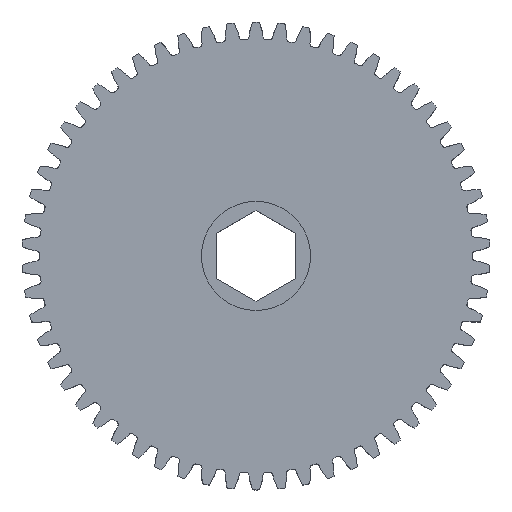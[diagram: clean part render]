
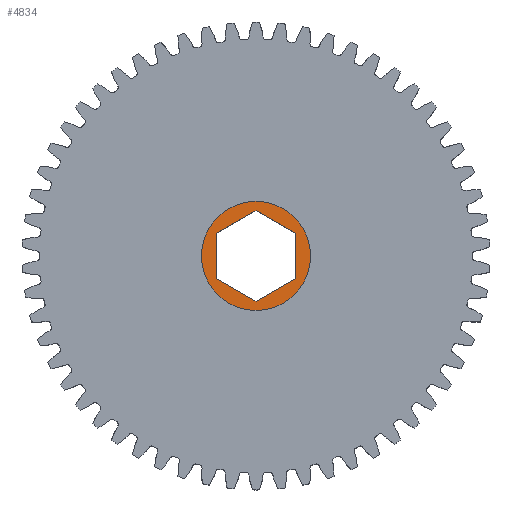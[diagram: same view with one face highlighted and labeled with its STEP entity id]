
A CAD part, top view. The second image highlights one B-rep face of the part: STEP entity #4834.
In plain terms, the highlighted planar face has unit normal (0, 0, 1).
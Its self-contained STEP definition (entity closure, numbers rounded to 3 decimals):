
#994 = EDGE_LOOP ( 'NONE', ( #15521, #16565 ) ) ;
#1017 = LINE ( 'NONE', #12581, #4781 ) ;
#1495 = DIRECTION ( 'NONE',  ( 0., 1., 0. ) ) ;
#1519 = EDGE_CURVE ( 'NONE', #15125, #14758, #1907, .T. ) ;
#1832 = CARTESIAN_POINT ( 'NONE',  ( 6.388, -3.688, 6.3 ) ) ;
#1907 = LINE ( 'NONE', #8377, #17882 ) ;
#2450 = EDGE_CURVE ( 'NONE', #2960, #10143, #5217, .T. ) ;
#2476 = EDGE_CURVE ( 'NONE', #13635, #15125, #1017, .T. ) ;
#2556 = LINE ( 'NONE', #12558, #4538 ) ;
#2828 = ORIENTED_EDGE ( 'NONE', *, *, #12569, .T. ) ;
#2960 = VERTEX_POINT ( 'NONE', #4299 ) ;
#3100 = EDGE_CURVE ( 'NONE', #14758, #8497, #2556, .T. ) ;
#3122 = LINE ( 'NONE', #16572, #17323 ) ;
#3145 = CARTESIAN_POINT ( 'NONE',  ( 0., 8.89, 6.3 ) ) ;
#3304 = AXIS2_PLACEMENT_3D ( 'NONE', #12157, #3812, #5003 ) ;
#3812 = DIRECTION ( 'NONE',  ( 0., 0., -1. ) ) ;
#4207 = CARTESIAN_POINT ( 'NONE',  ( 0., 0., 6.3 ) ) ;
#4299 = CARTESIAN_POINT ( 'NONE',  ( 0., -8.89, 6.3 ) ) ;
#4432 = EDGE_CURVE ( 'NONE', #8497, #15378, #15614, .T. ) ;
#4538 = VECTOR ( 'NONE', #14469, 1000. ) ;
#4781 = VECTOR ( 'NONE', #9723, 1000. ) ;
#4834 = ADVANCED_FACE ( 'NONE', ( #16738, #13209 ), #10855, .F. ) ;
#5003 = DIRECTION ( 'NONE',  ( 0., 1., 0. ) ) ;
#5217 = CIRCLE ( 'NONE', #6040, 8.89 ) ;
#6040 = AXIS2_PLACEMENT_3D ( 'NONE', #9844, #14005, #9601 ) ;
#6106 = ORIENTED_EDGE ( 'NONE', *, *, #3100, .T. ) ;
#7060 = ORIENTED_EDGE ( 'NONE', *, *, #15283, .T. ) ;
#7369 = CARTESIAN_POINT ( 'NONE',  ( -6.388, -3.688, 6.3 ) ) ;
#8071 = ORIENTED_EDGE ( 'NONE', *, *, #1519, .T. ) ;
#8377 = CARTESIAN_POINT ( 'NONE',  ( 6.388, -3.688, 6.3 ) ) ;
#8497 = VERTEX_POINT ( 'NONE', #17971 ) ;
#8839 = EDGE_LOOP ( 'NONE', ( #16479, #7060, #2828, #11959, #8071, #6106 ) ) ;
#9424 = CARTESIAN_POINT ( 'NONE',  ( 6.388, 3.688, 6.3 ) ) ;
#9601 = DIRECTION ( 'NONE',  ( 0., 1., 0. ) ) ;
#9644 = VECTOR ( 'NONE', #17287, 1000. ) ;
#9723 = DIRECTION ( 'NONE',  ( 0., -1., 0. ) ) ;
#9768 = CARTESIAN_POINT ( 'NONE',  ( 0., -7.376, 6.3 ) ) ;
#9844 = CARTESIAN_POINT ( 'NONE',  ( 0., 0., 6.3 ) ) ;
#10143 = VERTEX_POINT ( 'NONE', #3145 ) ;
#10239 = CIRCLE ( 'NONE', #13445, 8.89 ) ;
#10855 = PLANE ( 'NONE',  #3304 ) ;
#11391 = LINE ( 'NONE', #12116, #12921 ) ;
#11959 = ORIENTED_EDGE ( 'NONE', *, *, #2476, .T. ) ;
#12116 = CARTESIAN_POINT ( 'NONE',  ( 0., 7.376, 6.3 ) ) ;
#12157 = CARTESIAN_POINT ( 'NONE',  ( 0., 0., 6.3 ) ) ;
#12558 = CARTESIAN_POINT ( 'NONE',  ( 0., -7.376, 6.3 ) ) ;
#12569 = EDGE_CURVE ( 'NONE', #15139, #13635, #11391, .T. ) ;
#12581 = CARTESIAN_POINT ( 'NONE',  ( 6.388, 3.688, 6.3 ) ) ;
#12921 = VECTOR ( 'NONE', #16300, 1000. ) ;
#13209 = FACE_OUTER_BOUND ( 'NONE', #994, .T. ) ;
#13445 = AXIS2_PLACEMENT_3D ( 'NONE', #4207, #16820, #1495 ) ;
#13635 = VERTEX_POINT ( 'NONE', #9424 ) ;
#14005 = DIRECTION ( 'NONE',  ( 0., 0., -1. ) ) ;
#14469 = DIRECTION ( 'NONE',  ( -0.866, 0.5, 0. ) ) ;
#14758 = VERTEX_POINT ( 'NONE', #9768 ) ;
#15125 = VERTEX_POINT ( 'NONE', #1832 ) ;
#15139 = VERTEX_POINT ( 'NONE', #16082 ) ;
#15283 = EDGE_CURVE ( 'NONE', #15378, #15139, #3122, .T. ) ;
#15378 = VERTEX_POINT ( 'NONE', #16267 ) ;
#15521 = ORIENTED_EDGE ( 'NONE', *, *, #16556, .F. ) ;
#15614 = LINE ( 'NONE', #7369, #9644 ) ;
#16082 = CARTESIAN_POINT ( 'NONE',  ( 0., 7.376, 6.3 ) ) ;
#16267 = CARTESIAN_POINT ( 'NONE',  ( -6.388, 3.688, 6.3 ) ) ;
#16300 = DIRECTION ( 'NONE',  ( 0.866, -0.5, 0. ) ) ;
#16479 = ORIENTED_EDGE ( 'NONE', *, *, #4432, .T. ) ;
#16509 = DIRECTION ( 'NONE',  ( 0.866, 0.5, 0. ) ) ;
#16556 = EDGE_CURVE ( 'NONE', #10143, #2960, #10239, .T. ) ;
#16565 = ORIENTED_EDGE ( 'NONE', *, *, #2450, .F. ) ;
#16572 = CARTESIAN_POINT ( 'NONE',  ( -6.388, 3.688, 6.3 ) ) ;
#16738 = FACE_BOUND ( 'NONE', #8839, .T. ) ;
#16820 = DIRECTION ( 'NONE',  ( 0., 0., -1. ) ) ;
#17287 = DIRECTION ( 'NONE',  ( 0., 1., 0. ) ) ;
#17323 = VECTOR ( 'NONE', #16509, 1000. ) ;
#17882 = VECTOR ( 'NONE', #18295, 1000. ) ;
#17971 = CARTESIAN_POINT ( 'NONE',  ( -6.388, -3.688, 6.3 ) ) ;
#18295 = DIRECTION ( 'NONE',  ( -0.866, -0.5, 0. ) ) ;
